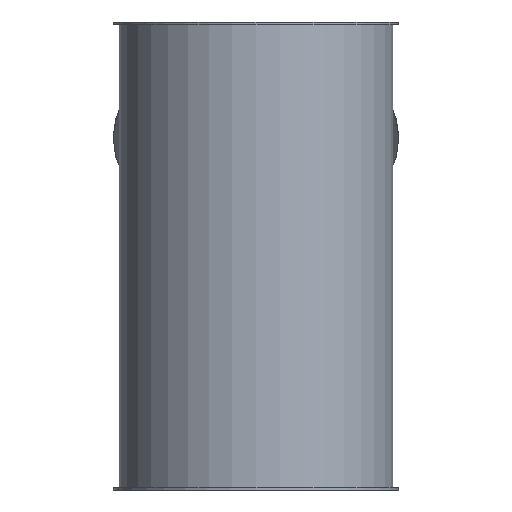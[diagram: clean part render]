
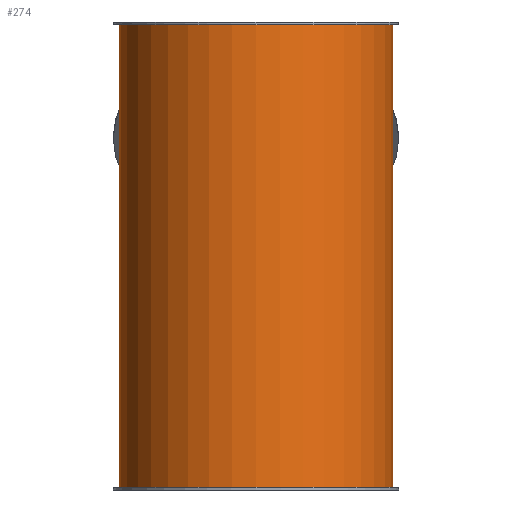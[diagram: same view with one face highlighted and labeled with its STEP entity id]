
A CAD part, left-side view. The second image highlights one B-rep face of the part: STEP entity #274.
In plain terms, the highlighted cylindrical face has radius 152 mm (diameter 304 mm), a full revolution.
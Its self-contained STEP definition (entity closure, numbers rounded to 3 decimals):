
#46=FACE_BOUND('',#108,.T.);
#47=FACE_BOUND('',#109,.T.);
#62=ELLIPSE('',#307,164.524,152.);
#63=ELLIPSE('',#308,397.195,152.);
#77=FACE_OUTER_BOUND('',#107,.T.);
#107=EDGE_LOOP('',(#224));
#108=EDGE_LOOP('',(#225));
#109=EDGE_LOOP('',(#226,#227));
#134=CIRCLE('',#294,152.);
#141=CIRCLE('',#311,152.);
#154=VERTEX_POINT('',#451);
#161=VERTEX_POINT('',#471);
#162=VERTEX_POINT('',#472);
#163=VERTEX_POINT('',#477);
#180=EDGE_CURVE('',#154,#154,#134,.T.);
#187=EDGE_CURVE('',#161,#162,#62,.T.);
#188=EDGE_CURVE('',#162,#161,#63,.T.);
#189=EDGE_CURVE('',#163,#163,#141,.T.);
#224=ORIENTED_EDGE('',*,*,#180,.T.);
#225=ORIENTED_EDGE('',*,*,#189,.T.);
#226=ORIENTED_EDGE('',*,*,#187,.T.);
#227=ORIENTED_EDGE('',*,*,#188,.T.);
#259=CYLINDRICAL_SURFACE('',#310,152.);
#274=ADVANCED_FACE('',(#77,#46,#47),#259,.T.);
#294=AXIS2_PLACEMENT_3D('',#452,#352,#353);
#307=AXIS2_PLACEMENT_3D('',#473,#378,#379);
#308=AXIS2_PLACEMENT_3D('',#474,#380,#381);
#310=AXIS2_PLACEMENT_3D('',#476,#384,#385);
#311=AXIS2_PLACEMENT_3D('',#478,#386,#387);
#352=DIRECTION('center_axis',(0.,0.,1.));
#353=DIRECTION('ref_axis',(-1.,0.,0.));
#378=DIRECTION('center_axis',(-0.383,0.,-0.924));
#379=DIRECTION('ref_axis',(0.924,0.,-0.383));
#380=DIRECTION('center_axis',(-0.924,0.,0.383));
#381=DIRECTION('ref_axis',(-0.383,0.,-0.924));
#384=DIRECTION('center_axis',(0.,0.,1.));
#385=DIRECTION('ref_axis',(-1.,0.,0.));
#386=DIRECTION('center_axis',(0.,0.,-1.));
#387=DIRECTION('ref_axis',(-1.,0.,0.));
#451=CARTESIAN_POINT('',(-152.,0.,3.));
#452=CARTESIAN_POINT('Origin',(0.,0.,3.));
#471=CARTESIAN_POINT('',(0.,152.,101.));
#472=CARTESIAN_POINT('',(0.,-152.,101.));
#473=CARTESIAN_POINT('Origin',(0.,0.,101.));
#474=CARTESIAN_POINT('Origin',(0.,0.,101.));
#476=CARTESIAN_POINT('Origin',(0.,0.,0.));
#477=CARTESIAN_POINT('',(152.,0.,517.));
#478=CARTESIAN_POINT('Origin',(0.,0.,517.));
